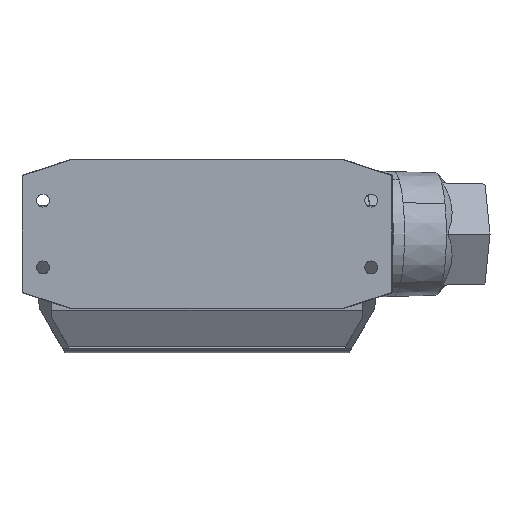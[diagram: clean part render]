
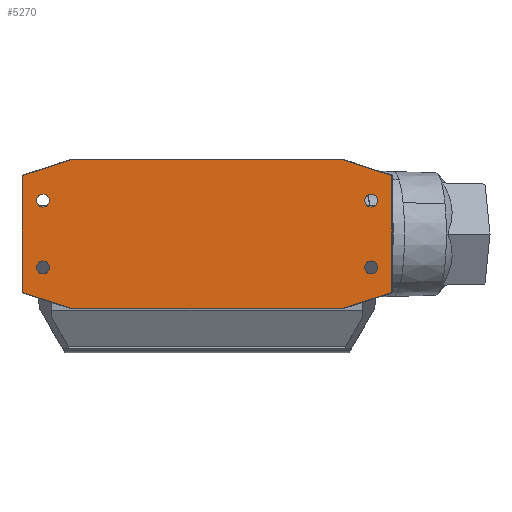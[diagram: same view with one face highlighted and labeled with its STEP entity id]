
A CAD part, front view. The second image highlights one B-rep face of the part: STEP entity #5270.
In plain terms, the highlighted planar face has unit normal (0, -1, 0).
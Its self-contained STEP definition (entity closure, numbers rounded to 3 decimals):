
#60=CARTESIAN_POINT('',(0.,0.,-31.042));
#70=DIRECTION('',(-0.951,0.,0.309));
#80=VECTOR('',#70,1.);
#90=LINE('',#60,#80);
#100=CARTESIAN_POINT('',(-35.524,0.,-19.5));
#110=VERTEX_POINT('',#100);
#120=CARTESIAN_POINT('',(-48.4,0.,-15.316));
#130=VERTEX_POINT('',#120);
#140=EDGE_CURVE('',#110,#130,#90,.T.);
#4010=CARTESIAN_POINT('',(0.,0.,22.));
#4020=DIRECTION('',(-0.,-1.,0.));
#4030=DIRECTION('',(0.,0.,1.));
#4040=AXIS2_PLACEMENT_3D('',#4010,#4020,#4030);
#4050=PLANE('',#4040);
#4060=CARTESIAN_POINT('',(0.,0.,-19.5));
#4070=DIRECTION('',(-1.,0.,0.));
#4080=VECTOR('',#4070,1.);
#4090=LINE('',#4060,#4080);
#4100=CARTESIAN_POINT('',(35.524,0.,-19.5));
#4110=VERTEX_POINT('',#4100);
#4120=EDGE_CURVE('',#4110,#110,#4090,.T.);
#4130=ORIENTED_EDGE('',*,*,#4120,.F.);
#4140=ORIENTED_EDGE('',*,*,#140,.F.);
#4150=CARTESIAN_POINT('',(-48.4,0.,22.));
#4160=DIRECTION('',(0.,0.,1.));
#4170=VECTOR('',#4160,1.);
#4180=LINE('',#4150,#4170);
#4190=CARTESIAN_POINT('',(-48.4,0.,15.316));
#4200=VERTEX_POINT('',#4190);
#4210=EDGE_CURVE('',#130,#4200,#4180,.T.);
#4220=ORIENTED_EDGE('',*,*,#4210,.F.);
#4230=CARTESIAN_POINT('',(0.,0.,31.042));
#4240=DIRECTION('',(0.951,0.,0.309));
#4250=VECTOR('',#4240,1.);
#4260=LINE('',#4230,#4250);
#4270=CARTESIAN_POINT('',(-35.524,0.,19.5));
#4280=VERTEX_POINT('',#4270);
#4290=EDGE_CURVE('',#4200,#4280,#4260,.T.);
#4300=ORIENTED_EDGE('',*,*,#4290,.F.);
#4310=CARTESIAN_POINT('',(0.,0.,19.5));
#4320=DIRECTION('',(1.,0.,0.));
#4330=VECTOR('',#4320,1.);
#4340=LINE('',#4310,#4330);
#4350=CARTESIAN_POINT('',(35.524,0.,19.5));
#4360=VERTEX_POINT('',#4350);
#4370=EDGE_CURVE('',#4280,#4360,#4340,.T.);
#4380=ORIENTED_EDGE('',*,*,#4370,.F.);
#4390=CARTESIAN_POINT('',(0.,0.,31.042));
#4400=DIRECTION('',(0.951,0.,-0.309));
#4410=VECTOR('',#4400,1.);
#4420=LINE('',#4390,#4410);
#4430=CARTESIAN_POINT('',(48.4,0.,15.316));
#4440=VERTEX_POINT('',#4430);
#4450=EDGE_CURVE('',#4360,#4440,#4420,.T.);
#4460=ORIENTED_EDGE('',*,*,#4450,.F.);
#4470=CARTESIAN_POINT('',(48.4,0.,22.));
#4480=DIRECTION('',(0.,-0.,-1.));
#4490=VECTOR('',#4480,1.);
#4500=LINE('',#4470,#4490);
#4510=CARTESIAN_POINT('',(48.4,0.,-15.316));
#4520=VERTEX_POINT('',#4510);
#4530=EDGE_CURVE('',#4440,#4520,#4500,.T.);
#4540=ORIENTED_EDGE('',*,*,#4530,.F.);
#4550=CARTESIAN_POINT('',(0.,0.,-31.042));
#4560=DIRECTION('',(-0.951,-0.,-0.309));
#4570=VECTOR('',#4560,1.);
#4580=LINE('',#4550,#4570);
#4590=EDGE_CURVE('',#4520,#4110,#4580,.T.);
#4600=ORIENTED_EDGE('',*,*,#4590,.F.);
#4610=EDGE_LOOP('',(#4600,#4540,#4460,#4380,#4300,#4220,#4140,#4130));
#4620=FACE_OUTER_BOUND('',#4610,.T.);
#4630=CARTESIAN_POINT('',(43.,0.,8.751));
#4640=DIRECTION('',(-0.,1.,0.));
#4650=DIRECTION('',(0.,0.,-1.));
#4660=AXIS2_PLACEMENT_3D('',#4630,#4640,#4650);
#4670=CIRCLE('',#4660,1.692);
#4680=CARTESIAN_POINT('',(43.,0.,7.06));
#4690=VERTEX_POINT('',#4680);
#4700=CARTESIAN_POINT('',(43.,0.,10.443));
#4710=VERTEX_POINT('',#4700);
#4720=EDGE_CURVE('',#4690,#4710,#4670,.T.);
#4730=ORIENTED_EDGE('',*,*,#4720,.T.);
#4740=EDGE_CURVE('',#4710,#4690,#4670,.T.);
#4750=ORIENTED_EDGE('',*,*,#4740,.T.);
#4760=EDGE_LOOP('',(#4750,#4730));
#4770=FACE_BOUND('',#4760,.T.);
#4780=CARTESIAN_POINT('',(-43.,0.,-8.751));
#4790=DIRECTION('',(0.,-1.,0.));
#4800=DIRECTION('',(0.,0.,-1.));
#4810=AXIS2_PLACEMENT_3D('',#4780,#4790,#4800);
#4820=CIRCLE('',#4810,1.692);
#4830=CARTESIAN_POINT('',(-43.,0.,-7.06));
#4840=VERTEX_POINT('',#4830);
#4850=CARTESIAN_POINT('',(-43.,0.,-10.443));
#4860=VERTEX_POINT('',#4850);
#4870=EDGE_CURVE('',#4840,#4860,#4820,.T.);
#4880=ORIENTED_EDGE('',*,*,#4870,.F.);
#4890=EDGE_CURVE('',#4860,#4840,#4820,.T.);
#4900=ORIENTED_EDGE('',*,*,#4890,.F.);
#4910=EDGE_LOOP('',(#4900,#4880));
#4920=FACE_BOUND('',#4910,.T.);
#4930=CARTESIAN_POINT('',(-43.,0.,8.751));
#4940=DIRECTION('',(0.,-1.,0.));
#4950=DIRECTION('',(0.,0.,-1.));
#4960=AXIS2_PLACEMENT_3D('',#4930,#4940,#4950);
#4970=CIRCLE('',#4960,1.692);
#4980=CARTESIAN_POINT('',(-43.,0.,10.443));
#4990=VERTEX_POINT('',#4980);
#5000=CARTESIAN_POINT('',(-43.,0.,7.06));
#5010=VERTEX_POINT('',#5000);
#5020=EDGE_CURVE('',#4990,#5010,#4970,.T.);
#5030=ORIENTED_EDGE('',*,*,#5020,.F.);
#5040=EDGE_CURVE('',#5010,#4990,#4970,.T.);
#5050=ORIENTED_EDGE('',*,*,#5040,.F.);
#5060=EDGE_LOOP('',(#5050,#5030));
#5070=FACE_BOUND('',#5060,.T.);
#5080=CARTESIAN_POINT('',(43.,0.,-8.751));
#5090=DIRECTION('',(-0.,1.,0.));
#5100=DIRECTION('',(0.,0.,-1.));
#5110=AXIS2_PLACEMENT_3D('',#5080,#5090,#5100);
#5120=CIRCLE('',#5110,1.692);
#5130=CARTESIAN_POINT('',(43.,0.,-10.443));
#5140=VERTEX_POINT('',#5130);
#5150=CARTESIAN_POINT('',(43.,0.,-7.06));
#5160=VERTEX_POINT('',#5150);
#5170=EDGE_CURVE('',#5140,#5160,#5120,.T.);
#5180=ORIENTED_EDGE('',*,*,#5170,.T.);
#5190=CARTESIAN_POINT('',(43.569,0.,-10.344));
#5200=VERTEX_POINT('',#5190);
#5210=EDGE_CURVE('',#5200,#5140,#5120,.T.);
#5220=ORIENTED_EDGE('',*,*,#5210,.T.);
#5230=EDGE_CURVE('',#5160,#5200,#5120,.T.);
#5240=ORIENTED_EDGE('',*,*,#5230,.T.);
#5250=EDGE_LOOP('',(#5240,#5220,#5180));
#5260=FACE_BOUND('',#5250,.T.);
#5270=ADVANCED_FACE('',(#4620,#4770,#4920,#5070,#5260),#4050,.T.);
